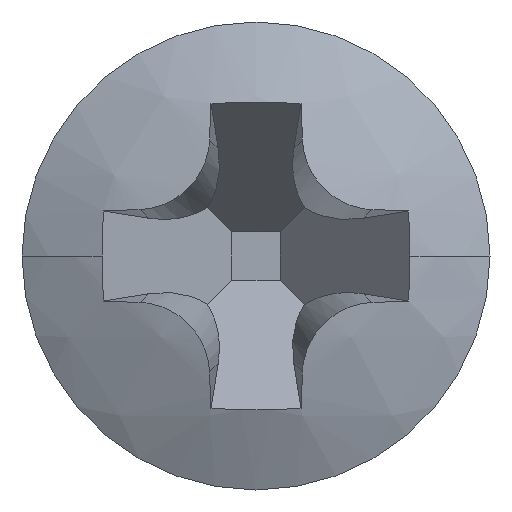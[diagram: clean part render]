
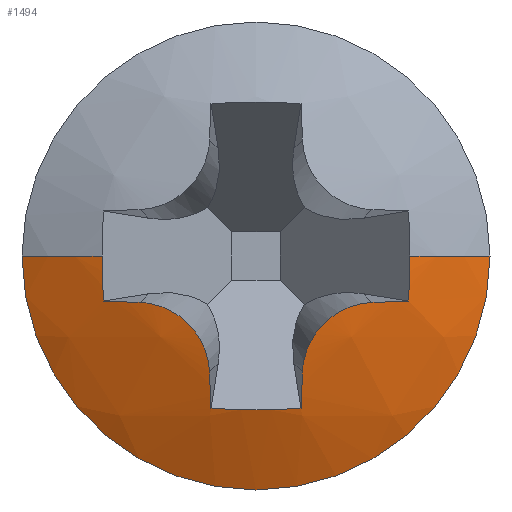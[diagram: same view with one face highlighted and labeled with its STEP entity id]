
A CAD part, left-side view. The second image highlights one B-rep face of the part: STEP entity #1494.
In plain terms, the highlighted spherical face has radius 2.591 mm.
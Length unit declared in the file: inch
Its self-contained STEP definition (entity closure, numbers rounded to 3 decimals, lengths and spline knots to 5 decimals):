
#1331 = ORIENTED_EDGE ( 'NONE', *, *, #1425, .F. ) ;
#1335 = VERTEX_POINT ( 'NONE', #1741 ) ;
#1346 = VERTEX_POINT ( 'NONE', #1791 ) ;
#1347 = VERTEX_POINT ( 'NONE', #1795 ) ;
#1349 = ORIENTED_EDGE ( 'NONE', *, *, #1534, .T. ) ;
#1422 = EDGE_CURVE ( 'NONE', #1533, #1512, #2153, .T. ) ;
#1424 = ORIENTED_EDGE ( 'NONE', *, *, #1422, .T. ) ;
#1425 = EDGE_CURVE ( 'NONE', #1456, #1512, #2182, .T. ) ;
#1427 = ORIENTED_EDGE ( 'NONE', *, *, #1455, .F. ) ;
#1429 = ORIENTED_EDGE ( 'NONE', *, *, #1454, .T. ) ;
#1430 = EDGE_CURVE ( 'NONE', #1508, #1533, #2169, .T. ) ;
#1434 = VERTEX_POINT ( 'NONE', #2170 ) ;
#1452 = VERTEX_POINT ( 'NONE', #2200 ) ;
#1453 = ORIENTED_EDGE ( 'NONE', *, *, #1430, .T. ) ;
#1454 = EDGE_CURVE ( 'NONE', #1509, #1508, #2190, .T. ) ;
#1455 = EDGE_CURVE ( 'NONE', #1526, #1456, #2198, .T. ) ;
#1456 = VERTEX_POINT ( 'NONE', #2191 ) ;
#1492 = VERTEX_POINT ( 'NONE', #2409 ) ;
#1494 = ADVANCED_FACE ( 'NONE', ( #2408 ), #2405, .T. ) ;
#1495 = EDGE_CURVE ( 'NONE', #1434, #1347, #2410, .T. ) ;
#1496 = EDGE_CURVE ( 'NONE', #1335, #1492, #2432, .T. ) ;
#1497 = ORIENTED_EDGE ( 'NONE', *, *, #1527, .T. ) ;
#1498 = ORIENTED_EDGE ( 'NONE', *, *, #1531, .F. ) ;
#1499 = EDGE_CURVE ( 'NONE', #1347, #1346, #2433, .T. ) ;
#1508 = VERTEX_POINT ( 'NONE', #2447 ) ;
#1509 = VERTEX_POINT ( 'NONE', #2448 ) ;
#1510 = ORIENTED_EDGE ( 'NONE', *, *, #1496, .T. ) ;
#1511 = EDGE_CURVE ( 'NONE', #1492, #1452, #2443, .T. ) ;
#1512 = VERTEX_POINT ( 'NONE', #2482 ) ;
#1513 = ORIENTED_EDGE ( 'NONE', *, *, #1511, .T. ) ;
#1514 = EDGE_CURVE ( 'NONE', #1509, #1452, #2472, .T. ) ;
#1517 = EDGE_LOOP ( 'NONE', ( #1497, #1528, #1530, #1498, #1349, #1510, #1513, #1535, #1429, #1453, #1424, #1331, #1427 ) ) ;
#1526 = VERTEX_POINT ( 'NONE', #2503 ) ;
#1527 = EDGE_CURVE ( 'NONE', #1526, #1434, #2500, .T. ) ;
#1528 = ORIENTED_EDGE ( 'NONE', *, *, #1495, .T. ) ;
#1530 = ORIENTED_EDGE ( 'NONE', *, *, #1499, .T. ) ;
#1531 = EDGE_CURVE ( 'NONE', #1532, #1346, #2495, .T. ) ;
#1532 = VERTEX_POINT ( 'NONE', #2508 ) ;
#1533 = VERTEX_POINT ( 'NONE', #2544 ) ;
#1534 = EDGE_CURVE ( 'NONE', #1532, #1335, #2493, .T. ) ;
#1535 = ORIENTED_EDGE ( 'NONE', *, *, #1514, .F. ) ;
#1741 = CARTESIAN_POINT ( 'NONE',  ( 0.00327, -0.02379, -0.00953 ) ) ;
#1791 = CARTESIAN_POINT ( 'NONE',  ( 0.00501, -0.03157, 0. ) ) ;
#1795 = CARTESIAN_POINT ( 'NONE',  ( 0.012, -0.048, 0. ) ) ;
#2129 = CARTESIAN_POINT ( 'NONE',  ( 0.10136, 0., 0.00448 ) ) ;
#2148 = AXIS2_PLACEMENT_3D ( 'NONE', #2129, #2181, #2180 ) ;
#2153 = CIRCLE ( 'NONE', #2148, 0.1019 ) ;
#2161 = CARTESIAN_POINT ( 'NONE',  ( 0.00327, 0.02379, -0.00953 ) ) ;
#2162 = CARTESIAN_POINT ( 'NONE',  ( 0.0024, 0.02013, -0.00966 ) ) ;
#2163 = CARTESIAN_POINT ( 'NONE',  ( 0.00191, 0.01651, -0.01126 ) ) ;
#2164 = CARTESIAN_POINT ( 'NONE',  ( 0.00191, 0.01126, -0.01652 ) ) ;
#2165 = CARTESIAN_POINT ( 'NONE',  ( 0.0024, 0.00966, -0.02013 ) ) ;
#2166 = CARTESIAN_POINT ( 'NONE',  ( 0.00327, 0.00953, -0.02379 ) ) ;
#2169 = B_SPLINE_CURVE_WITH_KNOTS ( 'NONE', 3,
 ( #2166, #2165, #2164, #2163, #2162, #2161 ),
 .UNSPECIFIED., .F., .F.,
 ( 4, 2, 4 ),
 ( 0., 0.00028, 0.00057 ),
 .UNSPECIFIED. ) ;
#2170 = CARTESIAN_POINT ( 'NONE',  ( 0.012, 0., -0.048 ) ) ;
#2176 = DIRECTION ( 'NONE',  ( -0.749, 0.663, 0. ) ) ;
#2177 = DIRECTION ( 'NONE',  ( -0.663, -0.749, 0. ) ) ;
#2178 = CARTESIAN_POINT ( 'NONE',  ( 0.07503, -0.03045, 0. ) ) ;
#2179 = AXIS2_PLACEMENT_3D ( 'NONE', #2178, #2177, #2176 ) ;
#2180 = DIRECTION ( 'NONE',  ( 0.99, 0., 0.141 ) ) ;
#2181 = DIRECTION ( 'NONE',  ( 0.141, 0., -0.99 ) ) ;
#2182 = CIRCLE ( 'NONE', #2179, 0.09354 ) ;
#2185 = DIRECTION ( 'NONE',  ( 0.141, 0.99, 0. ) ) ;
#2186 = CARTESIAN_POINT ( 'NONE',  ( 0.10136, -0.00448, 0. ) ) ;
#2187 = CARTESIAN_POINT ( 'NONE',  ( 0.102, 0., 0. ) ) ;
#2189 = AXIS2_PLACEMENT_3D ( 'NONE', #2187, #2238, #2237 ) ;
#2190 = CIRCLE ( 'NONE', #2196, 0.1019 ) ;
#2191 = CARTESIAN_POINT ( 'NONE',  ( 0.00501, 0.03157, 0. ) ) ;
#2196 = AXIS2_PLACEMENT_3D ( 'NONE', #2186, #2185, #2239 ) ;
#2198 = CIRCLE ( 'NONE', #2189, 0.102 ) ;
#2200 = CARTESIAN_POINT ( 'NONE',  ( 0.00535, -0.00924, -0.03126 ) ) ;
#2237 = DIRECTION ( 'NONE',  ( 1., 0., 0. ) ) ;
#2238 = DIRECTION ( 'NONE',  ( 0., 0., 1. ) ) ;
#2239 = DIRECTION ( 'NONE',  ( 0.99, -0.141, 0. ) ) ;
#2403 = AXIS2_PLACEMENT_3D ( 'NONE', #2412, #2411, #2438 ) ;
#2405 = SPHERICAL_SURFACE ( 'NONE', #2403, 0.102 ) ;
#2408 = FACE_OUTER_BOUND ( 'NONE', #1517, .T. ) ;
#2409 = CARTESIAN_POINT ( 'NONE',  ( 0.00327, -0.00953, -0.02379 ) ) ;
#2410 = CIRCLE ( 'NONE', #2437, 0.048 ) ;
#2411 = DIRECTION ( 'NONE',  ( 0., 0., -1. ) ) ;
#2412 = CARTESIAN_POINT ( 'NONE',  ( 0.102, 0., 0. ) ) ;
#2423 = DIRECTION ( 'NONE',  ( 0., 1., 0. ) ) ;
#2424 = DIRECTION ( 'NONE',  ( 0., 0., -1. ) ) ;
#2425 = CARTESIAN_POINT ( 'NONE',  ( 0.102, 0., 0. ) ) ;
#2426 = CARTESIAN_POINT ( 'NONE',  ( 0.00327, -0.00953, -0.02379 ) ) ;
#2427 = CARTESIAN_POINT ( 'NONE',  ( 0.0024, -0.00966, -0.02013 ) ) ;
#2428 = CARTESIAN_POINT ( 'NONE',  ( 0.00191, -0.01126, -0.01651 ) ) ;
#2429 = CARTESIAN_POINT ( 'NONE',  ( 0.00191, -0.01652, -0.01126 ) ) ;
#2430 = CARTESIAN_POINT ( 'NONE',  ( 0.0024, -0.02013, -0.00966 ) ) ;
#2431 = CARTESIAN_POINT ( 'NONE',  ( 0.00327, -0.02379, -0.00953 ) ) ;
#2432 = B_SPLINE_CURVE_WITH_KNOTS ( 'NONE', 3,
 ( #2431, #2430, #2429, #2428, #2427, #2426 ),
 .UNSPECIFIED., .F., .F.,
 ( 4, 2, 4 ),
 ( 0., 0.00028, 0.00057 ),
 .UNSPECIFIED. ) ;
#2433 = CIRCLE ( 'NONE', #2434, 0.102 ) ;
#2434 = AXIS2_PLACEMENT_3D ( 'NONE', #2425, #2424, #2423 ) ;
#2435 = DIRECTION ( 'NONE',  ( 0., 0., 1. ) ) ;
#2436 = DIRECTION ( 'NONE',  ( -1., 0., 0. ) ) ;
#2437 = AXIS2_PLACEMENT_3D ( 'NONE', #2439, #2436, #2435 ) ;
#2438 = DIRECTION ( 'NONE',  ( 0., 1., 0. ) ) ;
#2439 = CARTESIAN_POINT ( 'NONE',  ( 0.012, 0., 0. ) ) ;
#2443 = CIRCLE ( 'NONE', #2468, 0.1019 ) ;
#2447 = CARTESIAN_POINT ( 'NONE',  ( 0.00327, 0.00953, -0.02379 ) ) ;
#2448 = CARTESIAN_POINT ( 'NONE',  ( 0.00535, 0.00924, -0.03126 ) ) ;
#2465 = DIRECTION ( 'NONE',  ( -0.99, -0.141, 0. ) ) ;
#2466 = DIRECTION ( 'NONE',  ( 0.141, -0.99, 0. ) ) ;
#2467 = CARTESIAN_POINT ( 'NONE',  ( 0.10136, 0.00448, 0. ) ) ;
#2468 = AXIS2_PLACEMENT_3D ( 'NONE', #2467, #2466, #2465 ) ;
#2469 = CARTESIAN_POINT ( 'NONE',  ( 0.07503, 0., 0.03045 ) ) ;
#2472 = CIRCLE ( 'NONE', #2520, 0.09354 ) ;
#2482 = CARTESIAN_POINT ( 'NONE',  ( 0.00535, 0.03126, -0.00924 ) ) ;
#2491 = DIRECTION ( 'NONE',  ( 0., 0., 1. ) ) ;
#2492 = DIRECTION ( 'NONE',  ( -1., 0., 0. ) ) ;
#2493 = CIRCLE ( 'NONE', #2535, 0.1019 ) ;
#2494 = AXIS2_PLACEMENT_3D ( 'NONE', #2541, #2540, #2539 ) ;
#2495 = CIRCLE ( 'NONE', #2494, 0.09354 ) ;
#2496 = CARTESIAN_POINT ( 'NONE',  ( 0.10136, 0., 0.00448 ) ) ;
#2499 = CARTESIAN_POINT ( 'NONE',  ( 0.012, 0., 0. ) ) ;
#2500 = CIRCLE ( 'NONE', #2504, 0.048 ) ;
#2503 = CARTESIAN_POINT ( 'NONE',  ( 0.012, 0.048, 0. ) ) ;
#2504 = AXIS2_PLACEMENT_3D ( 'NONE', #2499, #2492, #2491 ) ;
#2508 = CARTESIAN_POINT ( 'NONE',  ( 0.00535, -0.03126, -0.00924 ) ) ;
#2516 = DIRECTION ( 'NONE',  ( -0.749, 0., -0.663 ) ) ;
#2517 = DIRECTION ( 'NONE',  ( -0.663, 0., 0.749 ) ) ;
#2520 = AXIS2_PLACEMENT_3D ( 'NONE', #2469, #2517, #2516 ) ;
#2533 = DIRECTION ( 'NONE',  ( 0.99, 0., 0.141 ) ) ;
#2534 = DIRECTION ( 'NONE',  ( 0.141, 0., -0.99 ) ) ;
#2535 = AXIS2_PLACEMENT_3D ( 'NONE', #2496, #2534, #2533 ) ;
#2539 = DIRECTION ( 'NONE',  ( 0.749, 0.663, 0. ) ) ;
#2540 = DIRECTION ( 'NONE',  ( -0.663, 0.749, 0. ) ) ;
#2541 = CARTESIAN_POINT ( 'NONE',  ( 0.07503, 0.03045, 0. ) ) ;
#2544 = CARTESIAN_POINT ( 'NONE',  ( 0.00327, 0.02379, -0.00953 ) ) ;
